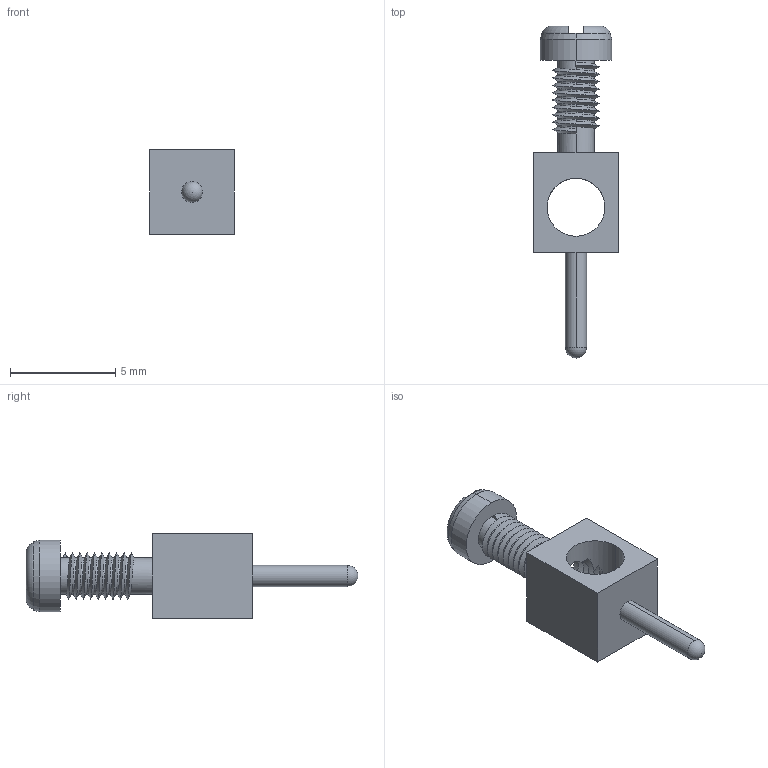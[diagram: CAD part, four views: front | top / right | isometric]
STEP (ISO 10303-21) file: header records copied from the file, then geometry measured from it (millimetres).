
FILE_DESCRIPTION (( 'STEP AP214' ), '1' );
FILE_NAME ('8730.STEP', '2011-08-23T13:24:41', ( 'Richard Maletta' ), ( '' ), 'SwSTEP 2.0', 'SolidWorks 2009', '' );
FILE_SCHEMA (( 'AUTOMOTIVE_DESIGN' ));
Length unit declared in the file: millimetre
Products named in the file (1): 8730
Bounding box: 4 x 15.75 x 4 mm (x, y, z)
Volume: 75.8 mm3; surface area: 228.8 mm2
Topology: 2 solids, 2 shells, 64 faces, 167 edges, 108 vertices
Faces by surface type: cylinder 36, plane 16, bspline 7, torus 2, cone 2, sphere 1
Entity records: 3985 total; most frequent: CARTESIAN_POINT 1883, ORIENTED_EDGE 328, DIRECTION 233, EDGE_CURVE 164, VERTEX_POINT 106, AXIS2_PLACEMENT_3D 86, EDGE_LOOP 70, UNCERTAINTY_MEASURE_WITH_UNIT 68
